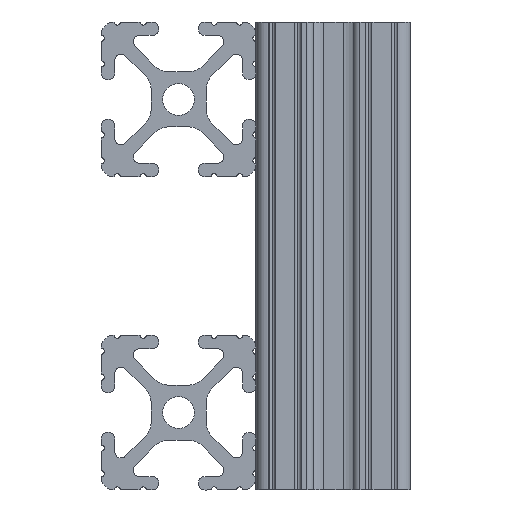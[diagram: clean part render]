
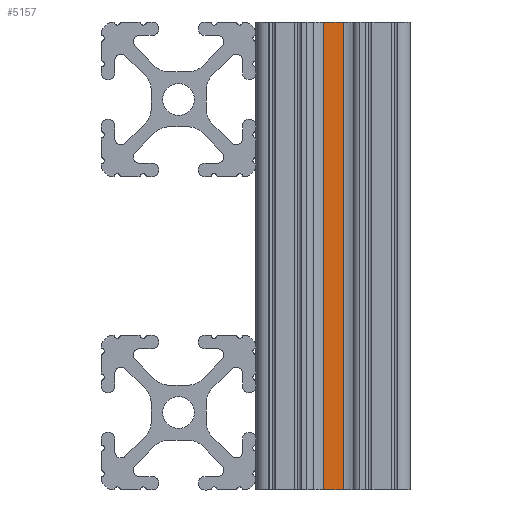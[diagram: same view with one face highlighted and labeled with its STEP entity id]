
A CAD part, left-side view. The second image highlights one B-rep face of the part: STEP entity #5157.
In plain terms, the highlighted planar face has unit normal (-1, 0, 0).
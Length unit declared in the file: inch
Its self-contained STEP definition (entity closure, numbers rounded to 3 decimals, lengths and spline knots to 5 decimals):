
#131 = CARTESIAN_POINT ( 'NONE',  ( 3.48933, -0.93545, 1.83283 ) ) ;
#224 = VECTOR ( 'NONE', #2344, 39.37008 ) ;
#271 = VECTOR ( 'NONE', #1916, 39.37008 ) ;
#421 = LINE ( 'NONE', #521, #271 ) ;
#521 = CARTESIAN_POINT ( 'NONE',  ( 3.48933, -1.06455, 1.83283 ) ) ;
#1116 = DIRECTION ( 'NONE',  ( 0., 1., 0. ) ) ;
#1231 = DIRECTION ( 'NONE',  ( 0., 1., 0. ) ) ;
#1839 = EDGE_CURVE ( 'NONE', #3541, #6960, #4046, .T. ) ;
#1902 = LINE ( 'NONE', #4211, #7235 ) ;
#1916 = DIRECTION ( 'NONE',  ( 0., 1., 0. ) ) ;
#2041 = PLANE ( 'NONE',  #8332 ) ;
#2178 = VERTEX_POINT ( 'NONE', #3843 ) ;
#2344 = DIRECTION ( 'NONE',  ( 0., 0., 1. ) ) ;
#2388 = ORIENTED_EDGE ( 'NONE', *, *, #4478, .T. ) ;
#2394 = EDGE_CURVE ( 'NONE', #8326, #6960, #1902, .T. ) ;
#2667 = CARTESIAN_POINT ( 'NONE',  ( 3.48933, -1.06455, 1.83283 ) ) ;
#3053 = CARTESIAN_POINT ( 'NONE',  ( 3.48933, -1.06455, 4.85645 ) ) ;
#3359 = CARTESIAN_POINT ( 'NONE',  ( 3.48933, -0.93545, 1.83283 ) ) ;
#3375 = ORIENTED_EDGE ( 'NONE', *, *, #4291, .F. ) ;
#3541 = VERTEX_POINT ( 'NONE', #3359 ) ;
#3569 = VECTOR ( 'NONE', #8579, 39.37008 ) ;
#3719 = CARTESIAN_POINT ( 'NONE',  ( 3.48933, -0.93545, 4.85645 ) ) ;
#3817 = ORIENTED_EDGE ( 'NONE', *, *, #1839, .F. ) ;
#3843 = CARTESIAN_POINT ( 'NONE',  ( 3.48933, -1.06455, 1.83283 ) ) ;
#4046 = LINE ( 'NONE', #131, #224 ) ;
#4211 = CARTESIAN_POINT ( 'NONE',  ( 3.48933, -1.06455, 4.85645 ) ) ;
#4291 = EDGE_CURVE ( 'NONE', #2178, #3541, #421, .T. ) ;
#4360 = EDGE_LOOP ( 'NONE', ( #7865, #3817, #3375, #2388 ) ) ;
#4478 = EDGE_CURVE ( 'NONE', #2178, #8326, #4624, .T. ) ;
#4624 = LINE ( 'NONE', #5346, #3569 ) ;
#5157 = ADVANCED_FACE ( 'NONE', ( #9041 ), #2041, .F. ) ;
#5346 = CARTESIAN_POINT ( 'NONE',  ( 3.48933, -1.06455, 1.83283 ) ) ;
#6669 = DIRECTION ( 'NONE',  ( 1., 0., 0. ) ) ;
#6960 = VERTEX_POINT ( 'NONE', #3719 ) ;
#7235 = VECTOR ( 'NONE', #1231, 39.37008 ) ;
#7865 = ORIENTED_EDGE ( 'NONE', *, *, #2394, .T. ) ;
#8326 = VERTEX_POINT ( 'NONE', #3053 ) ;
#8332 = AXIS2_PLACEMENT_3D ( 'NONE', #2667, #6669, #1116 ) ;
#8579 = DIRECTION ( 'NONE',  ( 0., 0., 1. ) ) ;
#9041 = FACE_OUTER_BOUND ( 'NONE', #4360, .T. ) ;
